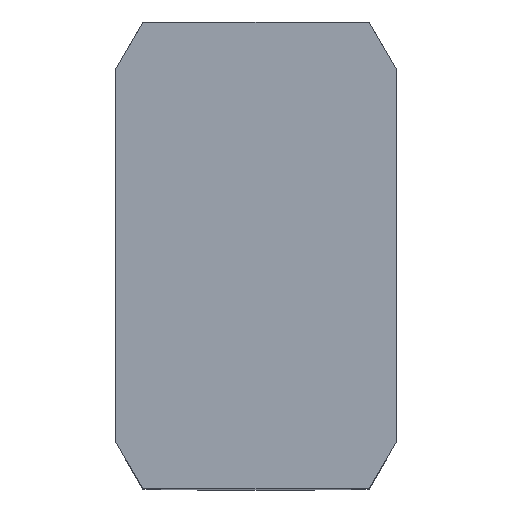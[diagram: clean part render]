
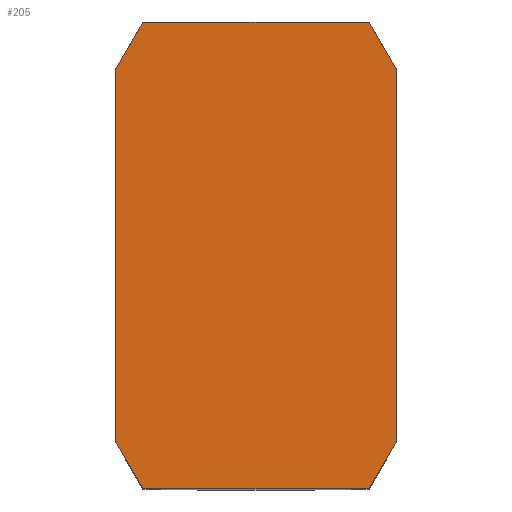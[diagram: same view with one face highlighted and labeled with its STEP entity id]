
A CAD part, top view. The second image highlights one B-rep face of the part: STEP entity #205.
In plain terms, the highlighted planar face has unit normal (0, 0, 1).
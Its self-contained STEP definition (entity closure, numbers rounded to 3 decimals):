
#185=VERTEX_POINT('',#450);
#197=EDGE_CURVE('',#301,#235,#463,.T.);
#205=ADVANCED_FACE('',(#471),#472,.T.);
#211=VERTEX_POINT('',#479);
#235=VERTEX_POINT('',#505);
#237=EDGE_CURVE('',#379,#211,#507,.T.);
#247=VERTEX_POINT('',#518);
#277=EDGE_CURVE('',#329,#351,#550,.T.);
#301=VERTEX_POINT('',#575);
#311=EDGE_CURVE('',#301,#185,#586,.T.);
#329=VERTEX_POINT('',#606);
#341=EDGE_CURVE('',#351,#235,#619,.T.);
#349=EDGE_CURVE('',#185,#379,#628,.T.);
#351=VERTEX_POINT('',#630);
#371=EDGE_CURVE('',#247,#329,#652,.T.);
#375=EDGE_CURVE('',#211,#247,#656,.T.);
#379=VERTEX_POINT('',#661);
#450=CARTESIAN_POINT('',(-4.845,-10.0,5.5));
#463=LINE('',#762,#763);
#471=FACE_OUTER_BOUND('',#773,.T.);
#472=PLANE('',#774);
#479=CARTESIAN_POINT('',(6.,-8.0,5.5));
#505=CARTESIAN_POINT('',(-6.,8.0,5.5));
#507=LINE('',#826,#827);
#518=CARTESIAN_POINT('',(6.,8.0,5.5));
#550=LINE('',#887,#888);
#575=CARTESIAN_POINT('',(-6.,-8.0,5.5));
#586=LINE('',#942,#943);
#606=CARTESIAN_POINT('',(4.845,10.0,5.5));
#619=LINE('',#989,#990);
#628=LINE('',#1000,#1001);
#630=CARTESIAN_POINT('',(-4.845,10.0,5.5));
#652=LINE('',#1032,#1033);
#656=LINE('',#1040,#1041);
#661=CARTESIAN_POINT('',(4.845,-10.0,5.5));
#762=CARTESIAN_POINT('',(-6.0,-10.0,5.5));
#763=VECTOR('',#1117,1.0);
#773=EDGE_LOOP('',(#1120,#1121,#1122,#1123,#1124,#1125,#1126,#1127));
#774=AXIS2_PLACEMENT_3D('',#1128,#1129,#1130);
#826=CARTESIAN_POINT('',(4.99,-9.75,5.5));
#827=VECTOR('',#1174,1.0);
#887=CARTESIAN_POINT('',(-6.0,10.0,5.5));
#888=VECTOR('',#1207,1.0);
#942=CARTESIAN_POINT('',(-4.067,-11.348,5.5));
#943=VECTOR('',#1237,1.0);
#989=CARTESIAN_POINT('',(-7.82,4.848,5.5));
#990=VECTOR('',#1274,1.0);
#1000=CARTESIAN_POINT('',(-6.0,-10.0,5.5));
#1001=VECTOR('',#1283,1.0);
#1032=CARTESIAN_POINT('',(9.897,1.25,5.5));
#1033=VECTOR('',#1306,1.0);
#1040=CARTESIAN_POINT('',(6.0,-10.0,5.5));
#1041=VECTOR('',#1308,1.0);
#1117=DIRECTION('',(0.0,1.0,0.0));
#1120=ORIENTED_EDGE('',*,*,#341,.T.);
#1121=ORIENTED_EDGE('',*,*,#197,.F.);
#1122=ORIENTED_EDGE('',*,*,#311,.T.);
#1123=ORIENTED_EDGE('',*,*,#349,.T.);
#1124=ORIENTED_EDGE('',*,*,#237,.T.);
#1125=ORIENTED_EDGE('',*,*,#375,.T.);
#1126=ORIENTED_EDGE('',*,*,#371,.T.);
#1127=ORIENTED_EDGE('',*,*,#277,.T.);
#1128=CARTESIAN_POINT('',(6.0,-10.0,5.5));
#1129=DIRECTION('',(0.0,-0.0,1.0));
#1130=DIRECTION('',(0.0,1.0,0.0));
#1174=DIRECTION('',(0.5,0.866,0.0));
#1207=DIRECTION('',(-1.0,0.0,0.0));
#1237=DIRECTION('',(0.5,-0.866,0.0));
#1274=DIRECTION('',(-0.5,-0.866,0.0));
#1283=DIRECTION('',(1.0,0.0,0.0));
#1306=DIRECTION('',(-0.5,0.866,0.0));
#1308=DIRECTION('',(0.0,1.0,0.0));
